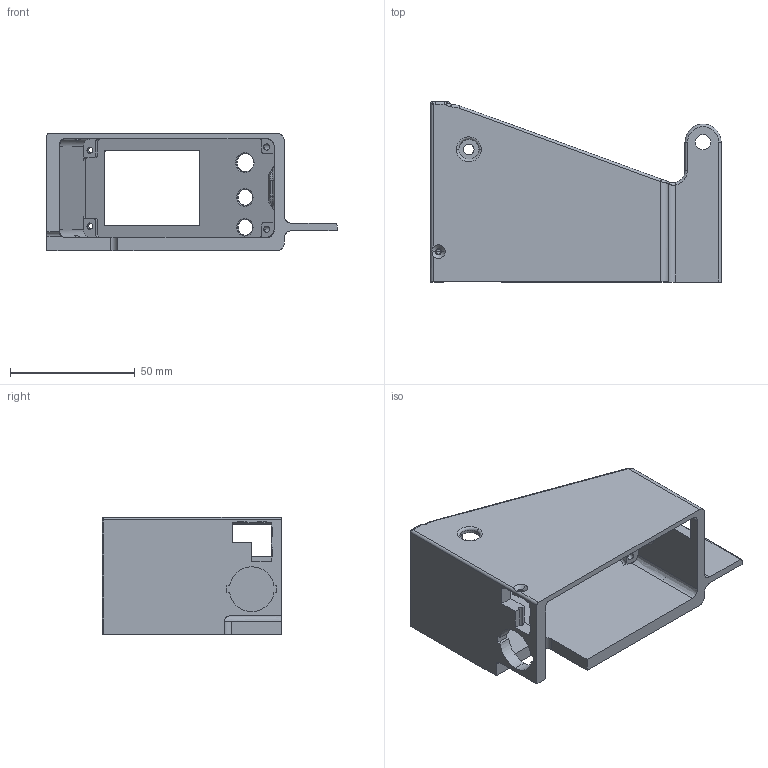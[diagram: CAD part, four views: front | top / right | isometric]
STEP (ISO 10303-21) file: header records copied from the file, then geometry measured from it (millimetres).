
FILE_DESCRIPTION (( 'STEP AP214' ), '1' );
FILE_NAME ('Encolsure_JBC-AD-SF_Earth.STEP', '2024-09-11T10:36:40', ( '' ), ( '' ), 'SwSTEP 2.0', 'SolidWorks 2020', '' );
FILE_SCHEMA (( 'AUTOMOTIVE_DESIGN' ));
Length unit declared in the file: millimetre
Products named in the file (1): Encolsure_JBC-AD-SF_Earth
Bounding box: 116.45 x 72.2 x 47.1 mm (x, y, z)
Volume: 63373.1 mm3; surface area: 39778.6 mm2
Topology: 1 solids, 1 shells, 413 faces, 1054 edges, 632 vertices
Faces by surface type: cylinder 129, plane 107, torus 79, cone 52, bspline 45, sphere 1
Entity records: 14683 total; most frequent: CARTESIAN_POINT 4777, DIRECTION 2125, ORIENTED_EDGE 2080, EDGE_CURVE 1040, AXIS2_PLACEMENT_3D 838, VERTEX_POINT 632, CIRCLE 469, EDGE_LOOP 450
